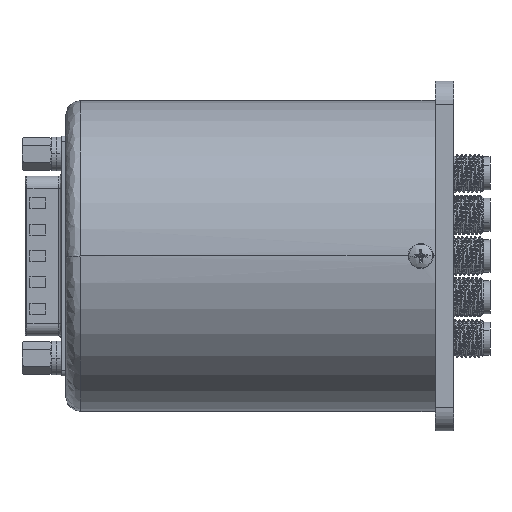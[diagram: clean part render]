
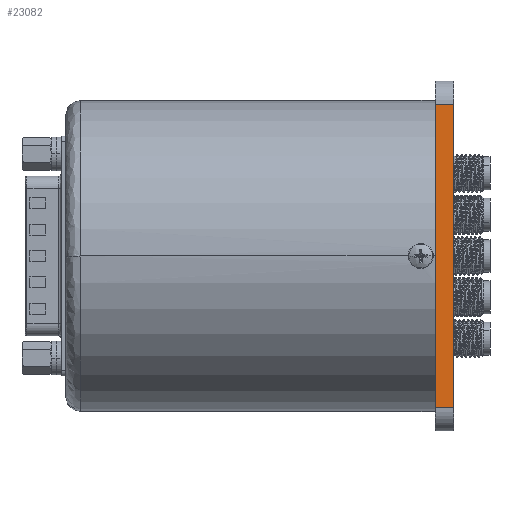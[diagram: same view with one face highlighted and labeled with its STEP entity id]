
A CAD part, left-side view. The second image highlights one B-rep face of the part: STEP entity #23082.
In plain terms, the highlighted planar face has unit normal (-1, 0, 0).
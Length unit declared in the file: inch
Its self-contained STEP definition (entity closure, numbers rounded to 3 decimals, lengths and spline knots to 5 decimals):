
#92 = LINE ( 'NONE', #51921, #9530 ) ;
#116 = ORIENTED_EDGE ( 'NONE', *, *, #47856, .T. ) ;
#1503 = VERTEX_POINT ( 'NONE', #17628 ) ;
#4023 = ORIENTED_EDGE ( 'NONE', *, *, #38894, .F. ) ;
#4525 = CARTESIAN_POINT ( 'NONE',  ( -1.125, 0.12, 1.125 ) ) ;
#5004 = ORIENTED_EDGE ( 'NONE', *, *, #44426, .F. ) ;
#5352 = AXIS2_PLACEMENT_3D ( 'NONE', #4525, #36872, #20575 ) ;
#5835 = CARTESIAN_POINT ( 'NONE',  ( -1.125, 0., -0.975 ) ) ;
#9250 = FACE_OUTER_BOUND ( 'NONE', #22797, .T. ) ;
#9530 = VECTOR ( 'NONE', #16180, 39.37008 ) ;
#12277 = CARTESIAN_POINT ( 'NONE',  ( -1.125, 0.12, -0.975 ) ) ;
#16180 = DIRECTION ( 'NONE',  ( 0., 0., 1. ) ) ;
#17628 = CARTESIAN_POINT ( 'NONE',  ( -1.125, 0.12, 0.975 ) ) ;
#19713 = VECTOR ( 'NONE', #49088, 39.37008 ) ;
#20252 = DIRECTION ( 'NONE',  ( 0., 0., 1. ) ) ;
#20575 = DIRECTION ( 'NONE',  ( 0., 0., -1. ) ) ;
#22797 = EDGE_LOOP ( 'NONE', ( #5004, #32428, #4023, #116 ) ) ;
#23082 = ADVANCED_FACE ( 'NONE', ( #9250 ), #24766, .F. ) ;
#23784 = VECTOR ( 'NONE', #31124, 39.37008 ) ;
#24766 = PLANE ( 'NONE',  #5352 ) ;
#26040 = VERTEX_POINT ( 'NONE', #12277 ) ;
#26299 = LINE ( 'NONE', #27612, #48346 ) ;
#27548 = VERTEX_POINT ( 'NONE', #5835 ) ;
#27612 = CARTESIAN_POINT ( 'NONE',  ( -1.125, 0., 0. ) ) ;
#29077 = LINE ( 'NONE', #36717, #19713 ) ;
#31124 = DIRECTION ( 'NONE',  ( 0., 1., 0. ) ) ;
#32158 = LINE ( 'NONE', #43531, #23784 ) ;
#32428 = ORIENTED_EDGE ( 'NONE', *, *, #37086, .F. ) ;
#36717 = CARTESIAN_POINT ( 'NONE',  ( -1.125, 0.12, 0.975 ) ) ;
#36872 = DIRECTION ( 'NONE',  ( 1., 0., 0. ) ) ;
#37086 = EDGE_CURVE ( 'NONE', #26040, #1503, #92, .T. ) ;
#38894 = EDGE_CURVE ( 'NONE', #27548, #26040, #32158, .T. ) ;
#43531 = CARTESIAN_POINT ( 'NONE',  ( -1.125, 0.12, -0.975 ) ) ;
#43775 = CARTESIAN_POINT ( 'NONE',  ( -1.125, 0., 0.975 ) ) ;
#44426 = EDGE_CURVE ( 'NONE', #1503, #47635, #29077, .T. ) ;
#47635 = VERTEX_POINT ( 'NONE', #43775 ) ;
#47856 = EDGE_CURVE ( 'NONE', #27548, #47635, #26299, .T. ) ;
#48346 = VECTOR ( 'NONE', #20252, 39.37008 ) ;
#49088 = DIRECTION ( 'NONE',  ( 0., -1., 0. ) ) ;
#51921 = CARTESIAN_POINT ( 'NONE',  ( -1.125, 0.12, 1.125 ) ) ;
